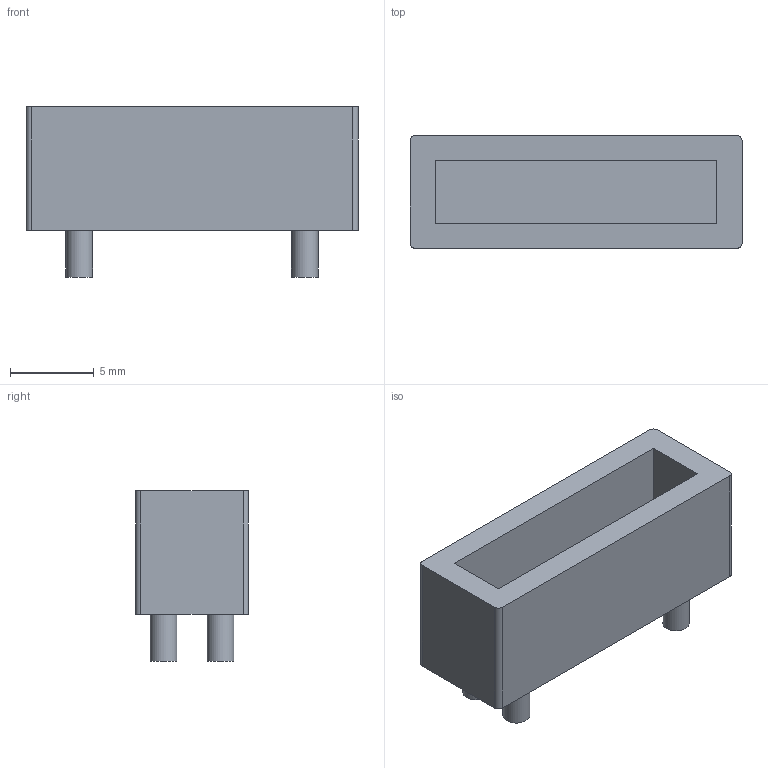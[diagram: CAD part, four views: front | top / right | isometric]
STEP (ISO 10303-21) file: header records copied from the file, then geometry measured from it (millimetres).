
FILE_DESCRIPTION(/* description */ (''),/* implementation_level */ '2;1');
FILE_NAME(/* name */ 'Keystone Electronics 3557-20 v1.step',/* time_stamp */ '2019-12-20T18:25:35+06:00',/* author */ (''),/* organization */ (''),/* preprocessor_version */ 'ST-DEVELOPER v18',/* originating_system */ 'Autodesk Translation Framework v8.12.0.6',/* authorisation */ '');
FILE_SCHEMA (('AUTOMOTIVE_DESIGN { 1 0 10303 214 3 1 1 }'));
Length unit declared in the file: millimetre
Products named in the file (1): Keystone Electronics 3557-20
Bounding box: 19.81 x 6.73 x 10.16 mm (x, y, z)
Volume: 561.1 mm3; surface area: 1016.5 mm2
Topology: 5 solids, 5 shells, 27 faces, 48 edges, 32 vertices
Faces by surface type: plane 19, cylinder 8
Full cylindrical faces by diameter (mm): 1.6 x4
Entity records: 701 total; most frequent: DIRECTION 120, CARTESIAN_POINT 108, ORIENTED_EDGE 96, EDGE_CURVE 48, AXIS2_PLACEMENT_3D 44, LINE 32, VECTOR 32, VERTEX_POINT 32
